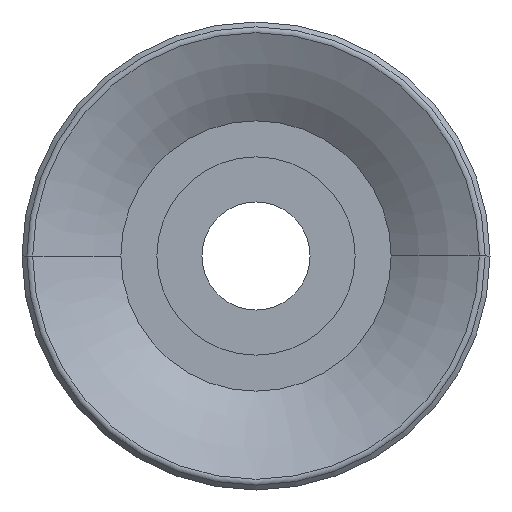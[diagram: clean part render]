
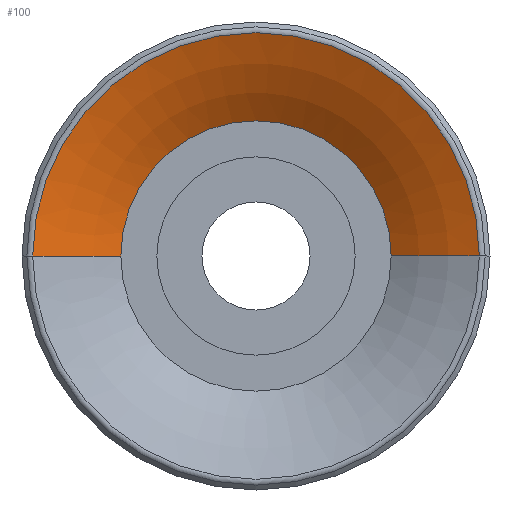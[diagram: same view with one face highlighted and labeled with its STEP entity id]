
A CAD part, front view. The second image highlights one B-rep face of the part: STEP entity #100.
In plain terms, the highlighted toroidal (fillet/blend) face has major radius 20.228 mm and minor radius 21 mm.
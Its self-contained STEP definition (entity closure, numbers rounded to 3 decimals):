
#100=ADVANCED_FACE('',(#263),#264,.T.);
#263=FACE_OUTER_BOUND('',#495,.T.);
#264=TOROIDAL_SURFACE('',#496,20.228,21.0);
#495=EDGE_LOOP('',(#3857,#3858,#3859,#3860));
#496=AXIS2_PLACEMENT_3D('',#3861,#3862,#3863);
#3857=ORIENTED_EDGE('',*,*,#4406,.T.);
#3858=ORIENTED_EDGE('',*,*,#4407,.T.);
#3859=ORIENTED_EDGE('',*,*,#4408,.F.);
#3860=ORIENTED_EDGE('',*,*,#4409,.F.);
#3861=CARTESIAN_POINT('',(0.0,5.503,0.0));
#3862=DIRECTION('',(0.,1.0,0.0));
#3863=DIRECTION('',(-1.0,0.,0.0));
#4406=EDGE_CURVE('',#4666,#4667,#4668,.T.);
#4407=EDGE_CURVE('',#4667,#4669,#4670,.T.);
#4408=EDGE_CURVE('',#4671,#4669,#4672,.T.);
#4409=EDGE_CURVE('',#4666,#4671,#4673,.T.);
#4666=VERTEX_POINT('',#5044);
#4667=VERTEX_POINT('',#5045);
#4668=CIRCLE('',#5046,7.5);
#4669=VERTEX_POINT('',#5047);
#4670=CIRCLE('',#5048,21.0);
#4671=VERTEX_POINT('',#5049);
#4672=CIRCLE('',#5050,12.388);
#4673=CIRCLE('',#5051,21.0);
#5044=CARTESIAN_POINT('',(-7.5,-11.2,0.0));
#5045=CARTESIAN_POINT('',(7.5,-11.2,0.));
#5046=AXIS2_PLACEMENT_3D('',#6758,#6759,#6760);
#5047=CARTESIAN_POINT('',(12.388,-13.978,0.));
#5048=AXIS2_PLACEMENT_3D('',#6761,#6762,#6763);
#5049=CARTESIAN_POINT('',(-12.388,-13.978,0.0));
#5050=AXIS2_PLACEMENT_3D('',#6764,#6765,#6766);
#5051=AXIS2_PLACEMENT_3D('',#6767,#6768,#6769);
#6758=CARTESIAN_POINT('',(0.,-11.2,0.0));
#6759=DIRECTION('',(0.,1.0,0.0));
#6760=DIRECTION('',(-1.0,0.,0.0));
#6761=CARTESIAN_POINT('',(20.228,5.503,0.));
#6762=DIRECTION('',(0.,0.,1.0));
#6763=DIRECTION('',(1.0,0.,0.));
#6764=CARTESIAN_POINT('',(0.,-13.978,0.0));
#6765=DIRECTION('',(0.,1.0,0.0));
#6766=DIRECTION('',(-1.0,0.,0.0));
#6767=CARTESIAN_POINT('',(-20.228,5.503,0.0));
#6768=DIRECTION('',(0.0,0.0,-1.0));
#6769=DIRECTION('',(-1.0,0.0,0.0));
